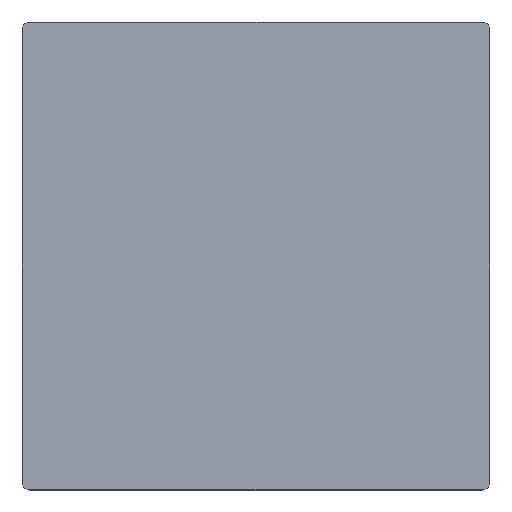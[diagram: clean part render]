
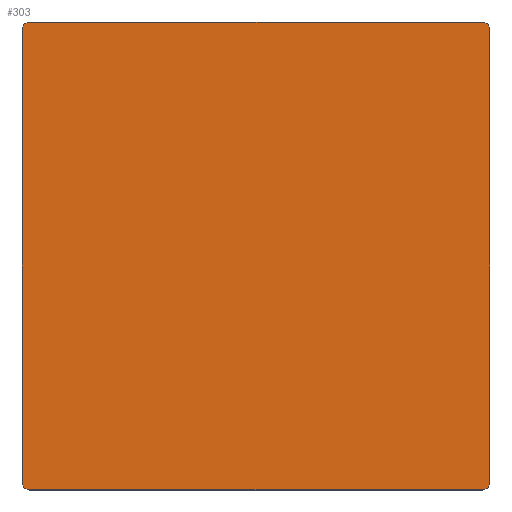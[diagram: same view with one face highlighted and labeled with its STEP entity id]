
A CAD part, top view. The second image highlights one B-rep face of the part: STEP entity #303.
In plain terms, the highlighted planar face has unit normal (0, 0, 1).
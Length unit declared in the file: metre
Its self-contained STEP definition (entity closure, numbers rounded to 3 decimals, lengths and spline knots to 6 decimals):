
#2 = CARTESIAN_POINT ( 'NONE',  ( -0.09, -0.087, 0.0035 ) ) ;
#9 = EDGE_CURVE ( 'NONE', #659, #132, #612, .T. ) ;
#25 = CARTESIAN_POINT ( 'NONE',  ( -0.09, 0.09, 0.0035 ) ) ;
#35 = DIRECTION ( 'NONE',  ( 1., 0., 0. ) ) ;
#44 = DIRECTION ( 'NONE',  ( 0., 0., -1. ) ) ;
#48 = ORIENTED_EDGE ( 'NONE', *, *, #604, .F. ) ;
#54 = ORIENTED_EDGE ( 'NONE', *, *, #447, .T. ) ;
#58 = DIRECTION ( 'NONE',  ( 0., 1., 0. ) ) ;
#62 = CIRCLE ( 'NONE', #500, 0.003 ) ;
#63 = ORIENTED_EDGE ( 'NONE', *, *, #282, .F. ) ;
#73 = VERTEX_POINT ( 'NONE', #478 ) ;
#75 = VERTEX_POINT ( 'NONE', #650 ) ;
#83 = CARTESIAN_POINT ( 'NONE',  ( -0.087, -0.087, 0.0035 ) ) ;
#91 = CARTESIAN_POINT ( 'NONE',  ( -0.087, -0.09, 0.0035 ) ) ;
#93 = ORIENTED_EDGE ( 'NONE', *, *, #580, .T. ) ;
#107 = PLANE ( 'NONE',  #599 ) ;
#114 = AXIS2_PLACEMENT_3D ( 'NONE', #555, #671, #674 ) ;
#132 = VERTEX_POINT ( 'NONE', #373 ) ;
#137 = VECTOR ( 'NONE', #634, 1. ) ;
#155 = VERTEX_POINT ( 'NONE', #91 ) ;
#166 = EDGE_CURVE ( 'NONE', #75, #268, #484, .T. ) ;
#172 = VECTOR ( 'NONE', #720, 1. ) ;
#195 = AXIS2_PLACEMENT_3D ( 'NONE', #83, #304, #309 ) ;
#214 = EDGE_LOOP ( 'NONE', ( #382, #93, #63, #366, #625, #54, #48, #247 ) ) ;
#216 = DIRECTION ( 'NONE',  ( -1., 0., 0. ) ) ;
#220 = CIRCLE ( 'NONE', #114, 0.003 ) ;
#225 = EDGE_CURVE ( 'NONE', #73, #268, #220, .T. ) ;
#247 = ORIENTED_EDGE ( 'NONE', *, *, #9, .T. ) ;
#268 = VERTEX_POINT ( 'NONE', #622 ) ;
#274 = CARTESIAN_POINT ( 'NONE',  ( 0., 0., 0.0035 ) ) ;
#282 = EDGE_CURVE ( 'NONE', #73, #155, #445, .T. ) ;
#295 = VECTOR ( 'NONE', #35, 1. ) ;
#301 = DIRECTION ( 'NONE',  ( 0., 0., 1. ) ) ;
#303 = ADVANCED_FACE ( 'NONE', ( #742 ), #107, .F. ) ;
#304 = DIRECTION ( 'NONE',  ( 0., 0., 1. ) ) ;
#309 = DIRECTION ( 'NONE',  ( 0., 1., 0. ) ) ;
#312 = LINE ( 'NONE', #25, #295 ) ;
#321 = CARTESIAN_POINT ( 'NONE',  ( 0.09, 0.09, 0.0035 ) ) ;
#360 = DIRECTION ( 'NONE',  ( 0., 1., 0. ) ) ;
#366 = ORIENTED_EDGE ( 'NONE', *, *, #225, .T. ) ;
#367 = EDGE_CURVE ( 'NONE', #482, #132, #400, .T. ) ;
#368 = CARTESIAN_POINT ( 'NONE',  ( 0.087, 0.09, 0.0035 ) ) ;
#373 = CARTESIAN_POINT ( 'NONE',  ( -0.09, 0.087, 0.0035 ) ) ;
#382 = ORIENTED_EDGE ( 'NONE', *, *, #367, .F. ) ;
#388 = CARTESIAN_POINT ( 'NONE',  ( -0.087, 0.09, 0.0035 ) ) ;
#395 = DIRECTION ( 'NONE',  ( -1., 0., 0. ) ) ;
#400 = LINE ( 'NONE', #515, #137 ) ;
#402 = CIRCLE ( 'NONE', #195, 0.003 ) ;
#445 = LINE ( 'NONE', #745, #511 ) ;
#447 = EDGE_CURVE ( 'NONE', #75, #578, #62, .T. ) ;
#452 = AXIS2_PLACEMENT_3D ( 'NONE', #474, #301, #58 ) ;
#474 = CARTESIAN_POINT ( 'NONE',  ( -0.087, 0.087, 0.0035 ) ) ;
#478 = CARTESIAN_POINT ( 'NONE',  ( 0.087, -0.09, 0.0035 ) ) ;
#482 = VERTEX_POINT ( 'NONE', #2 ) ;
#484 = LINE ( 'NONE', #321, #172 ) ;
#500 = AXIS2_PLACEMENT_3D ( 'NONE', #711, #577, #360 ) ;
#511 = VECTOR ( 'NONE', #395, 1. ) ;
#515 = CARTESIAN_POINT ( 'NONE',  ( -0.09, -0.09, 0.0035 ) ) ;
#555 = CARTESIAN_POINT ( 'NONE',  ( 0.087, -0.087, 0.0035 ) ) ;
#577 = DIRECTION ( 'NONE',  ( 0., 0., 1. ) ) ;
#578 = VERTEX_POINT ( 'NONE', #368 ) ;
#580 = EDGE_CURVE ( 'NONE', #482, #155, #402, .T. ) ;
#599 = AXIS2_PLACEMENT_3D ( 'NONE', #274, #44, #216 ) ;
#604 = EDGE_CURVE ( 'NONE', #659, #578, #312, .T. ) ;
#612 = CIRCLE ( 'NONE', #452, 0.003 ) ;
#622 = CARTESIAN_POINT ( 'NONE',  ( 0.09, -0.087, 0.0035 ) ) ;
#625 = ORIENTED_EDGE ( 'NONE', *, *, #166, .F. ) ;
#634 = DIRECTION ( 'NONE',  ( 0., 1., 0. ) ) ;
#650 = CARTESIAN_POINT ( 'NONE',  ( 0.09, 0.087, 0.0035 ) ) ;
#659 = VERTEX_POINT ( 'NONE', #388 ) ;
#671 = DIRECTION ( 'NONE',  ( 0., 0., 1. ) ) ;
#674 = DIRECTION ( 'NONE',  ( 0., 1., 0. ) ) ;
#711 = CARTESIAN_POINT ( 'NONE',  ( 0.087, 0.087, 0.0035 ) ) ;
#720 = DIRECTION ( 'NONE',  ( 0., -1., 0. ) ) ;
#742 = FACE_OUTER_BOUND ( 'NONE', #214, .T. ) ;
#745 = CARTESIAN_POINT ( 'NONE',  ( 0.09, -0.09, 0.0035 ) ) ;
